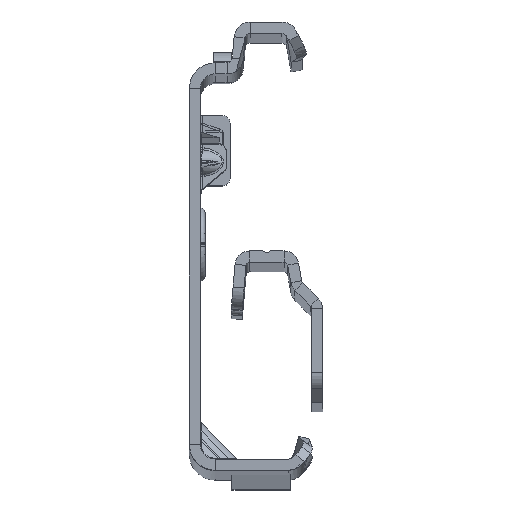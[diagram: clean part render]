
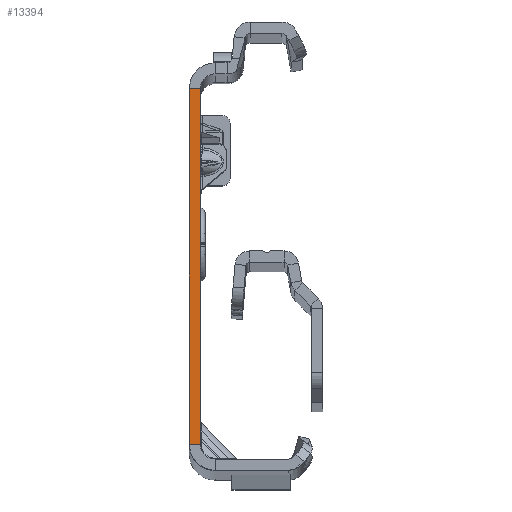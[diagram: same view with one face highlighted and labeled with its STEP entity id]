
A CAD part, top view. The second image highlights one B-rep face of the part: STEP entity #13394.
In plain terms, the highlighted planar face has unit normal (0, 0, 1).
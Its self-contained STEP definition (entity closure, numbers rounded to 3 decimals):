
#4250 = VERTEX_POINT ( 'NONE', #14775 ) ;
#5085 = LINE ( 'NONE', #34920, #26127 ) ;
#6024 = PLANE ( 'NONE',  #46095 ) ;
#6151 = DIRECTION ( 'NONE',  ( 0., -1., 0. ) ) ;
#6819 = LINE ( 'NONE', #43956, #34828 ) ;
#7200 = LINE ( 'NONE', #31086, #45693 ) ;
#13394 = ADVANCED_FACE ( 'NONE', ( #46981 ), #6024, .T. ) ;
#14775 = CARTESIAN_POINT ( 'NONE',  ( 0., 22.135, 0. ) ) ;
#14847 = ORIENTED_EDGE ( 'NONE', *, *, #23483, .F. ) ;
#16300 = VECTOR ( 'NONE', #42657, 1000. ) ;
#18780 = EDGE_LOOP ( 'NONE', ( #14847, #36172, #39107, #38469 ) ) ;
#19022 = CARTESIAN_POINT ( 'NONE',  ( -1.5, -27.865, 0. ) ) ;
#22029 = DIRECTION ( 'NONE',  ( 0., 0., 1. ) ) ;
#23483 = EDGE_CURVE ( 'NONE', #4250, #46699, #7200, .T. ) ;
#26127 = VECTOR ( 'NONE', #6151, 1000. ) ;
#27201 = LINE ( 'NONE', #43712, #16300 ) ;
#29225 = CARTESIAN_POINT ( 'NONE',  ( 0., -25.865, 0. ) ) ;
#30182 = DIRECTION ( 'NONE',  ( 1., 0., 0. ) ) ;
#30950 = CARTESIAN_POINT ( 'NONE',  ( -1.5, 22.135, 0. ) ) ;
#31086 = CARTESIAN_POINT ( 'NONE',  ( 0., -27.865, 0. ) ) ;
#34828 = VECTOR ( 'NONE', #52148, 1000. ) ;
#34920 = CARTESIAN_POINT ( 'NONE',  ( -1.5, -27.865, 0. ) ) ;
#36172 = ORIENTED_EDGE ( 'NONE', *, *, #44075, .T. ) ;
#38469 = ORIENTED_EDGE ( 'NONE', *, *, #38567, .F. ) ;
#38567 = EDGE_CURVE ( 'NONE', #46699, #47786, #27201, .T. ) ;
#38797 = VERTEX_POINT ( 'NONE', #30950 ) ;
#39107 = ORIENTED_EDGE ( 'NONE', *, *, #43394, .T. ) ;
#42657 = DIRECTION ( 'NONE',  ( -1., 0., 0. ) ) ;
#43259 = DIRECTION ( 'NONE',  ( 0., -1., 0. ) ) ;
#43394 = EDGE_CURVE ( 'NONE', #38797, #47786, #5085, .T. ) ;
#43712 = CARTESIAN_POINT ( 'NONE',  ( 0., -25.865, 0. ) ) ;
#43956 = CARTESIAN_POINT ( 'NONE',  ( 0., 22.135, 0. ) ) ;
#44075 = EDGE_CURVE ( 'NONE', #4250, #38797, #6819, .T. ) ;
#45693 = VECTOR ( 'NONE', #43259, 1000. ) ;
#46095 = AXIS2_PLACEMENT_3D ( 'NONE', #19022, #22029, #30182 ) ;
#46466 = CARTESIAN_POINT ( 'NONE',  ( -1.5, -25.865, 0. ) ) ;
#46699 = VERTEX_POINT ( 'NONE', #29225 ) ;
#46981 = FACE_OUTER_BOUND ( 'NONE', #18780, .T. ) ;
#47786 = VERTEX_POINT ( 'NONE', #46466 ) ;
#52148 = DIRECTION ( 'NONE',  ( -1., 0., 0. ) ) ;
